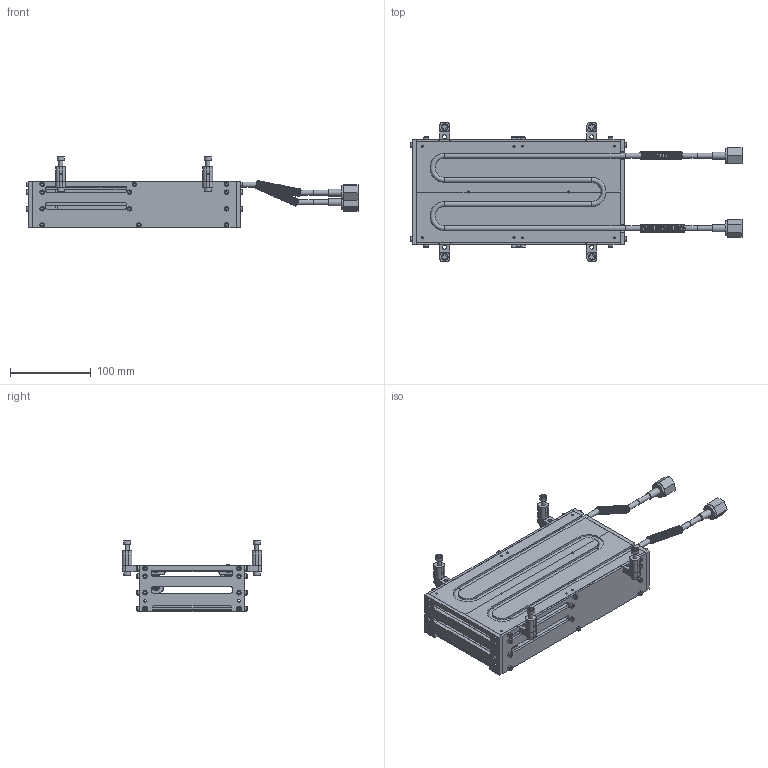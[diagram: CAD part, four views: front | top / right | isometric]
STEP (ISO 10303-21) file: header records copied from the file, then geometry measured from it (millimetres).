
FILE_DESCRIPTION(/* description */ (''),/* implementation_level */ '2;1');
FILE_NAME(/* name */ 'QUADRANT_ASB_V3.stp',/* time_stamp */ '2013-01-18T11:53:16+01:00',/* author */ (''),/* organization */ (''),/* preprocessor_version */ 'ST-DEVELOPER v14',/* originating_system */ 'SIEMENS PLM Software NX 8.0',/* authorisation */ '');
FILE_SCHEMA (('CONFIG_CONTROL_DESIGN'));
Length unit declared in the file: millimetre
Products named in the file (29): flexible_tube_extension; bellow_one-fourth; Cajon_PAT-D-316_nut; Swagelock_6LV-MRT-2_gland; cold_plate_cooling_tube; cold_plate; frame_layer_2-3; frame_layer_1; interface; vite_TS_M3x8; vite_TC_M3x8; box_wall_backward; latera_box_wall1; box_wall_forward; latera_box_wall2; vite TC M5x12; silicon-electronic spacer; LAYER_PAX_SENSORS_ASB; QUADRANT_LAYER_3; QUADRANT_LAYER_2; LAYER_HERMES_SENSORS_ASB; QUADRANT_LAYER_1; FLEXIBLE_TUBE_INNER_PLATE1_ASB; FLEXIBLE_TUBE_INNER_PLATE_ASB; COLD_PLATE_BOX_ASB; SENSORS_BOX_ASB; FRAME_ELECTRONICS_ASB; QUADRANT_FRAMES; QUADRANT_ASB_V3
Assembly tree (73 placements, depth 6):
  QUADRANT_ASB_V3
    QUADRANT_FRAMES
      FRAME_ELECTRONICS_ASB
        silicon-electronic spacer  x4
        vite TC M5x12  x8
      SENSORS_BOX_ASB
        COLD_PLATE_BOX_ASB
          cold_plate
          cold_plate_cooling_tube
          Swagelock_6LV-MRT-2_gland  x2
          Cajon_PAT-D-316_nut  x2
          FLEXIBLE_TUBE_INNER_PLATE_ASB
            bellow_one-fourth
            flexible_tube_extension  x2
          FLEXIBLE_TUBE_INNER_PLATE1_ASB
            bellow_one-fourth
            flexible_tube_extension  x2
          vite_TC_M3x8  x10
        latera_box_wall2
        box_wall_forward
        latera_box_wall1
        box_wall_backward
    QUADRANT_LAYER_1
      LAYER_HERMES_SENSORS_ASB
        vite_TC_M3x8  x6
        vite_TS_M3x8  x4
        interface
        frame_layer_1
    QUADRANT_LAYER_2
      LAYER_PAX_SENSORS_ASB
        vite_TC_M3x8  x10
        frame_layer_2-3
    QUADRANT_LAYER_3
      LAYER_PAX_SENSORS_ASB
        vite_TC_M3x8  x10
        frame_layer_2-3
Bounding box: 411.8 x 173 x 88.2 mm (x, y, z)
Volume: 526620.4 mm3; surface area: 357059.6 mm2
Topology: 127 solids, 127 shells, 1835 faces, 4122 edges, 2744 vertices
Faces by surface type: plane 1024, cylinder 589, cone 160, torus 62
Full cylindrical faces by diameter (mm): 1.1 x24, 1.2 x38, 2.5 x48, 3 x40, 3.2 x40, 3.3 x4, 4.4 x56, 4.5 x6, 5 x20, 5.5 x36, 6 x4, 6.35 x4, 6.4 x118, 8.5 x8, 8.8 x2, 9 x2, 9.6 x2, 11.3 x2, 12.6 x2, 14.2 x2, 18.7 x2
Entity records: 28035 total; most frequent: CARTESIAN_POINT 5064, DIRECTION 4007, ORIENTED_EDGE 3146, AXIS2_PLACEMENT_3D 1603, EDGE_CURVE 1573, EDGE_LOOP 1434, VERTEX_POINT 1247, FACE_BOUND 1144
